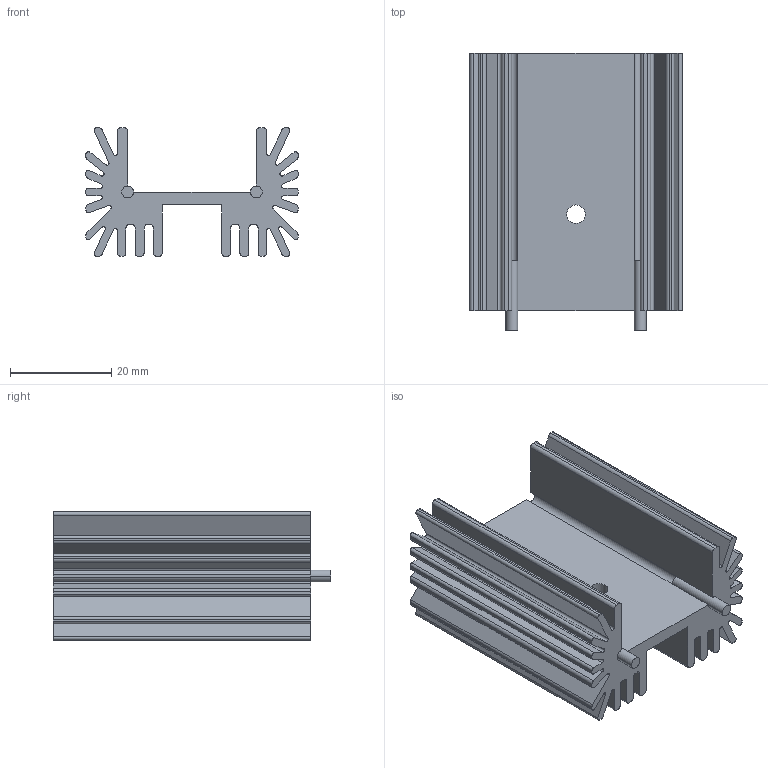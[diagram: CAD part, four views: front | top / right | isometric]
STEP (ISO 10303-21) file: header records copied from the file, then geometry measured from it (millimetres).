
FILE_DESCRIPTION (( 'STEP AP214' ), '1' );
FILE_NAME ('532702B02500G.STEP', '2021-03-23T07:56:23', ( '' ), ( '' ), 'SwSTEP 2.0', 'SolidWorks 2017', '' );
FILE_SCHEMA (( 'AUTOMOTIVE_DESIGN' ));
Length unit declared in the file: millimetre
Products named in the file (2): 532702B02500G
Assembly tree (1 placements, depth 2):
  532702B02500G
    532702B02500G
Bounding box: 41.91 x 54.76 x 25.4 mm (x, y, z)
Volume: 21518.3 mm3; surface area: 18235.6 mm2
Topology: 3 solids, 3 shells, 163 faces, 471 edges, 314 vertices
Faces by surface type: cylinder 85, plane 78
Entity records: 5503 total; most frequent: DIRECTION 975, CARTESIAN_POINT 952, ORIENTED_EDGE 942, EDGE_CURVE 471, AXIS2_PLACEMENT_3D 337, VERTEX_POINT 314, LINE 301, VECTOR 301
